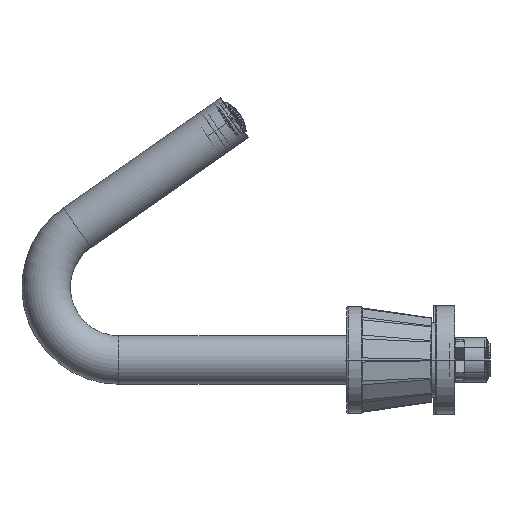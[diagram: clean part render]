
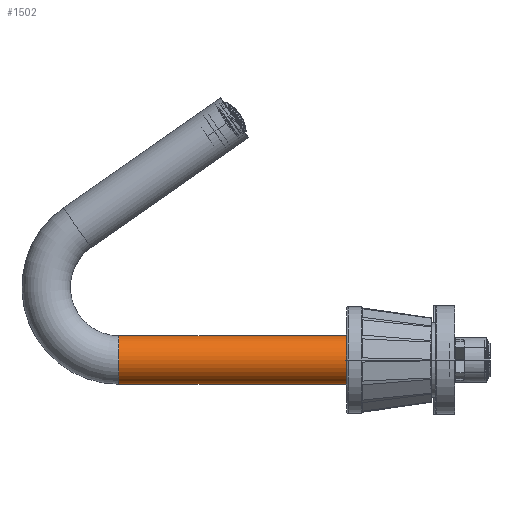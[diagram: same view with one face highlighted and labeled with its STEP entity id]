
A CAD part, left-side view. The second image highlights one B-rep face of the part: STEP entity #1502.
In plain terms, the highlighted cylindrical face has radius 10 mm (diameter 20 mm), a partial arc.
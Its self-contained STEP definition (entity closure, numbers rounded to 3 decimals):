
#867=DIRECTION('',(0.,0.,-1.));
#868=VECTOR('',#867,132.367);
#869=CARTESIAN_POINT('',(10.,0.,
-0.3));
#870=LINE('',#869,#868);
#874=CARTESIAN_POINT('',(0.,0.,-0.3));
#875=DIRECTION('',(0.,0.,1.));
#876=DIRECTION('',(1.,0.,0.));
#877=AXIS2_PLACEMENT_3D('',#874,#875,#876);
#882=DIRECTION('',(0.,0.,-1.));
#883=VECTOR('',#882,132.367);
#884=CARTESIAN_POINT('',(-10.,0.,
-0.3));
#885=LINE('',#884,#883);
#889=CARTESIAN_POINT('',(0.,0.,-132.667));
#890=DIRECTION('',(0.,0.,-1.));
#891=DIRECTION('',(-1.,0.,0.));
#892=AXIS2_PLACEMENT_3D('',#889,#890,#891);
#1349=CARTESIAN_POINT('',(-10.,0.,-132.667));
#1350=CARTESIAN_POINT('',(10.,0.,-132.667));
#1351=VERTEX_POINT('',#1349);
#1352=VERTEX_POINT('',#1350);
#1381=CARTESIAN_POINT('',(10.,0.,-0.3));
#1382=CARTESIAN_POINT('',(-10.,0.,-0.3));
#1383=VERTEX_POINT('',#1381);
#1384=VERTEX_POINT('',#1382);
#1490=CARTESIAN_POINT('',(0.,0.,0.));
#1491=DIRECTION('',(0.,0.,-1.));
#1492=DIRECTION('',(-1.,0.,0.));
#1493=AXIS2_PLACEMENT_3D('',#1490,#1491,#1492);
#1494=CYLINDRICAL_SURFACE('',#1493,10.);
#1495=ORIENTED_EDGE('',*,*,#1455,.T.);
#1496=ORIENTED_EDGE('',*,*,#1485,.T.);
#1498=ORIENTED_EDGE('',*,*,#1497,.T.);
#1499=ORIENTED_EDGE('',*,*,#1481,.F.);
#1500=EDGE_LOOP('',(#1495,#1496,#1498,#1499));
#1501=FACE_OUTER_BOUND('',#1500,.F.);
#1502=ADVANCED_FACE('',(#1501),#1494,.T.);
#878=CIRCLE('',#877,10.);
#893=CIRCLE('',#892,10.);
#1455=EDGE_CURVE('',#1383,#1384,#878,.T.);
#1481=EDGE_CURVE('',#1383,#1352,#870,.T.);
#1485=EDGE_CURVE('',#1384,#1351,#885,.T.);
#1497=EDGE_CURVE('',#1351,#1352,#893,.T.);
